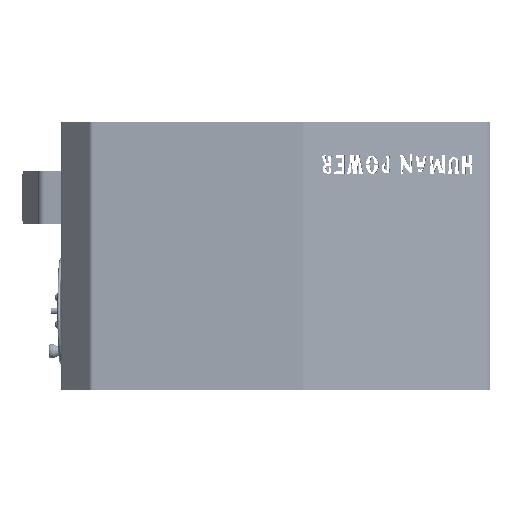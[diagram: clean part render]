
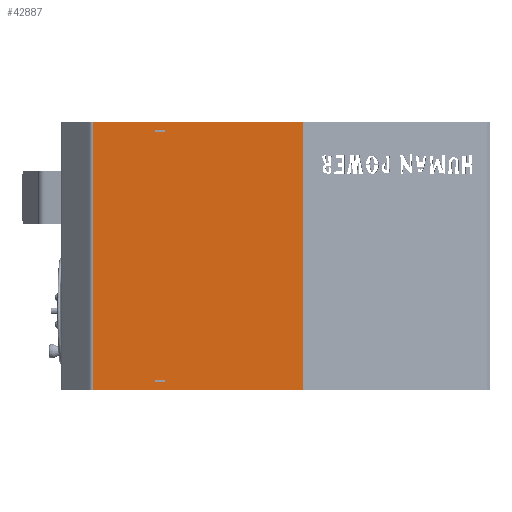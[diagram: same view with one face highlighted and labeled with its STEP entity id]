
A CAD part, left-side view. The second image highlights one B-rep face of the part: STEP entity #42887.
In plain terms, the highlighted planar face has unit normal (-1, 0, 0).
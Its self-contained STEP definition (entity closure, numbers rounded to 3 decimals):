
#482 = EDGE_CURVE ( 'NONE', #34311, #68712, #124176, .T. ) ;
#3570 = ORIENTED_EDGE ( 'NONE', *, *, #30933, .F. ) ;
#3906 = ORIENTED_EDGE ( 'NONE', *, *, #79251, .F. ) ;
#5966 = LINE ( 'NONE', #178319, #113589 ) ;
#6740 = LINE ( 'NONE', #72351, #37016 ) ;
#8896 = CARTESIAN_POINT ( 'NONE',  ( -69.438, 717.004, -270.5 ) ) ;
#10079 = CARTESIAN_POINT ( 'NONE',  ( -69.438, 400.734, -287.5 ) ) ;
#11113 = DIRECTION ( 'NONE',  ( 0., 1., 0. ) ) ;
#14551 = CARTESIAN_POINT ( 'NONE',  ( -69.438, 695.004, 270.5 ) ) ;
#16535 = DIRECTION ( 'NONE',  ( 0., -1., 0. ) ) ;
#18167 = ORIENTED_EDGE ( 'NONE', *, *, #161669, .T. ) ;
#20536 = CARTESIAN_POINT ( 'NONE',  ( -69.438, 400.734, -287.5 ) ) ;
#21359 = DIRECTION ( 'NONE',  ( 0., -1., 0. ) ) ;
#22726 = LINE ( 'NONE', #57281, #197403 ) ;
#24734 = VERTEX_POINT ( 'NONE', #188830 ) ;
#25123 = VECTOR ( 'NONE', #97563, 1000. ) ;
#29983 = LINE ( 'NONE', #14551, #188533 ) ;
#30933 = EDGE_CURVE ( 'NONE', #24734, #82336, #5966, .T. ) ;
#31807 = CARTESIAN_POINT ( 'NONE',  ( -69.438, 717.004, -264.5 ) ) ;
#33172 = DIRECTION ( 'NONE',  ( 0., 0., -1. ) ) ;
#34311 = VERTEX_POINT ( 'NONE', #67071 ) ;
#37016 = VECTOR ( 'NONE', #39548, 1000. ) ;
#39548 = DIRECTION ( 'NONE',  ( 0., 0., -1. ) ) ;
#39949 = DIRECTION ( 'NONE',  ( 1., 0., 0. ) ) ;
#41962 = DIRECTION ( 'NONE',  ( 0., 1., 0. ) ) ;
#42803 = LINE ( 'NONE', #185399, #147762 ) ;
#42887 = ADVANCED_FACE ( 'NONE', ( #104596, #42958, #89178 ), #56342, .F. ) ;
#42958 = FACE_BOUND ( 'NONE', #115085, .T. ) ;
#43022 = VECTOR ( 'NONE', #94393, 1000. ) ;
#44790 = VERTEX_POINT ( 'NONE', #69270 ) ;
#51591 = CARTESIAN_POINT ( 'NONE',  ( -69.438, 695.004, 264.5 ) ) ;
#56342 = PLANE ( 'NONE',  #77881 ) ;
#57281 = CARTESIAN_POINT ( 'NONE',  ( -69.438, -34.028, 287.5 ) ) ;
#57422 = VECTOR ( 'NONE', #121143, 1000. ) ;
#59306 = VERTEX_POINT ( 'NONE', #10079 ) ;
#67071 = CARTESIAN_POINT ( 'NONE',  ( -69.438, 695.004, -264.5 ) ) ;
#68712 = VERTEX_POINT ( 'NONE', #157220 ) ;
#68984 = ORIENTED_EDGE ( 'NONE', *, *, #482, .F. ) ;
#69270 = CARTESIAN_POINT ( 'NONE',  ( -69.438, 400.734, 287.5 ) ) ;
#70205 = EDGE_CURVE ( 'NONE', #180866, #34311, #190821, .T. ) ;
#72351 = CARTESIAN_POINT ( 'NONE',  ( -69.438, 849.548, 287.5 ) ) ;
#72395 = ORIENTED_EDGE ( 'NONE', *, *, #202722, .T. ) ;
#72753 = CARTESIAN_POINT ( 'NONE',  ( -69.438, -34.028, 0. ) ) ;
#76948 = LINE ( 'NONE', #105740, #57422 ) ;
#77881 = AXIS2_PLACEMENT_3D ( 'NONE', #72753, #39949, #41962 ) ;
#79251 = EDGE_CURVE ( 'NONE', #44790, #59306, #113955, .T. ) ;
#79359 = LINE ( 'NONE', #184294, #111581 ) ;
#80153 = ORIENTED_EDGE ( 'NONE', *, *, #198708, .F. ) ;
#81626 = VERTEX_POINT ( 'NONE', #8896 ) ;
#82336 = VERTEX_POINT ( 'NONE', #51591 ) ;
#84904 = ORIENTED_EDGE ( 'NONE', *, *, #151269, .T. ) ;
#86132 = CARTESIAN_POINT ( 'NONE',  ( -69.438, 695.004, 270.5 ) ) ;
#89178 = FACE_OUTER_BOUND ( 'NONE', #189056, .T. ) ;
#94248 = ORIENTED_EDGE ( 'NONE', *, *, #180742, .F. ) ;
#94393 = DIRECTION ( 'NONE',  ( 0., 1., 0. ) ) ;
#97563 = DIRECTION ( 'NONE',  ( 0., 0., -1. ) ) ;
#100586 = LINE ( 'NONE', #163127, #25123 ) ;
#104596 = FACE_BOUND ( 'NONE', #122955, .T. ) ;
#105740 = CARTESIAN_POINT ( 'NONE',  ( -69.438, -34.028, -287.5 ) ) ;
#107782 = CARTESIAN_POINT ( 'NONE',  ( -69.438, 849.548, 287.5 ) ) ;
#108958 = VERTEX_POINT ( 'NONE', #86132 ) ;
#111581 = VECTOR ( 'NONE', #33172, 1000. ) ;
#113589 = VECTOR ( 'NONE', #21359, 1000. ) ;
#113929 = CARTESIAN_POINT ( 'NONE',  ( -69.438, 695.004, -264.5 ) ) ;
#113955 = LINE ( 'NONE', #20536, #136576 ) ;
#115085 = EDGE_LOOP ( 'NONE', ( #137659, #94248, #143851, #68984 ) ) ;
#121143 = DIRECTION ( 'NONE',  ( 0., -1., 0. ) ) ;
#122955 = EDGE_LOOP ( 'NONE', ( #174378, #181865, #80153, #3570 ) ) ;
#124176 = LINE ( 'NONE', #31807, #43022 ) ;
#124834 = EDGE_CURVE ( 'NONE', #130201, #24734, #100586, .T. ) ;
#126334 = CARTESIAN_POINT ( 'NONE',  ( -69.438, 695.004, -270.5 ) ) ;
#128268 = DIRECTION ( 'NONE',  ( 0., 0., 1. ) ) ;
#129385 = CARTESIAN_POINT ( 'NONE',  ( -69.438, 849.548, -287.5 ) ) ;
#130201 = VERTEX_POINT ( 'NONE', #149604 ) ;
#131343 = EDGE_CURVE ( 'NONE', #68712, #81626, #79359, .T. ) ;
#136576 = VECTOR ( 'NONE', #145708, 1000. ) ;
#137659 = ORIENTED_EDGE ( 'NONE', *, *, #70205, .F. ) ;
#143542 = VECTOR ( 'NONE', #16535, 1000. ) ;
#143761 = CARTESIAN_POINT ( 'NONE',  ( -69.438, 695.004, -270.5 ) ) ;
#143851 = ORIENTED_EDGE ( 'NONE', *, *, #131343, .F. ) ;
#145708 = DIRECTION ( 'NONE',  ( 0., 0., -1. ) ) ;
#147762 = VECTOR ( 'NONE', #170032, 1000. ) ;
#149604 = CARTESIAN_POINT ( 'NONE',  ( -69.438, 717.004, 270.5 ) ) ;
#151269 = EDGE_CURVE ( 'NONE', #201744, #59306, #76948, .T. ) ;
#152237 = LINE ( 'NONE', #143761, #143542 ) ;
#157220 = CARTESIAN_POINT ( 'NONE',  ( -69.438, 717.004, -264.5 ) ) ;
#161669 = EDGE_CURVE ( 'NONE', #44790, #194886, #22726, .T. ) ;
#163127 = CARTESIAN_POINT ( 'NONE',  ( -69.438, 717.004, 270.5 ) ) ;
#170032 = DIRECTION ( 'NONE',  ( 0., 0., 1. ) ) ;
#174378 = ORIENTED_EDGE ( 'NONE', *, *, #124834, .F. ) ;
#178319 = CARTESIAN_POINT ( 'NONE',  ( -69.438, 717.004, 264.5 ) ) ;
#180742 = EDGE_CURVE ( 'NONE', #81626, #180866, #152237, .T. ) ;
#180866 = VERTEX_POINT ( 'NONE', #126334 ) ;
#181865 = ORIENTED_EDGE ( 'NONE', *, *, #183333, .F. ) ;
#183333 = EDGE_CURVE ( 'NONE', #108958, #130201, #29983, .T. ) ;
#184294 = CARTESIAN_POINT ( 'NONE',  ( -69.438, 717.004, -270.5 ) ) ;
#184605 = VECTOR ( 'NONE', #128268, 1000. ) ;
#184871 = DIRECTION ( 'NONE',  ( 0., 1., 0. ) ) ;
#185399 = CARTESIAN_POINT ( 'NONE',  ( -69.438, 695.004, 264.5 ) ) ;
#188533 = VECTOR ( 'NONE', #184871, 1000. ) ;
#188830 = CARTESIAN_POINT ( 'NONE',  ( -69.438, 717.004, 264.5 ) ) ;
#189056 = EDGE_LOOP ( 'NONE', ( #72395, #84904, #3906, #18167 ) ) ;
#190821 = LINE ( 'NONE', #113929, #184605 ) ;
#194886 = VERTEX_POINT ( 'NONE', #107782 ) ;
#197403 = VECTOR ( 'NONE', #11113, 1000. ) ;
#198708 = EDGE_CURVE ( 'NONE', #82336, #108958, #42803, .T. ) ;
#201744 = VERTEX_POINT ( 'NONE', #129385 ) ;
#202722 = EDGE_CURVE ( 'NONE', #194886, #201744, #6740, .T. ) ;
